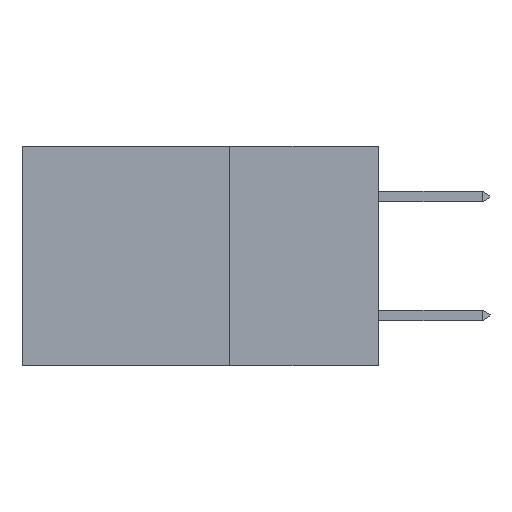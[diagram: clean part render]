
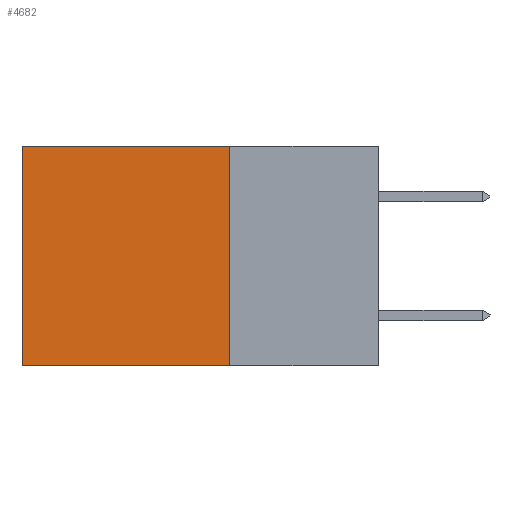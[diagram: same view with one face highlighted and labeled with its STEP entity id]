
A CAD part, left-side view. The second image highlights one B-rep face of the part: STEP entity #4682.
In plain terms, the highlighted planar face has unit normal (-1, 0, 0).
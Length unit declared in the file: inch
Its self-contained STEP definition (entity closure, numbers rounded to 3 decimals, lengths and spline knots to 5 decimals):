
#181 = CARTESIAN_POINT ( 'NONE',  ( 0.2615, 0.6, 0. ) ) ;
#280 = EDGE_CURVE ( 'NONE', #2627, #959, #14852, .T. ) ;
#959 = VERTEX_POINT ( 'NONE', #4300 ) ;
#1263 = ORIENTED_EDGE ( 'NONE', *, *, #280, .T. ) ;
#1877 = LINE ( 'NONE', #11563, #5368 ) ;
#2627 = VERTEX_POINT ( 'NONE', #181 ) ;
#3824 = EDGE_CURVE ( 'NONE', #13121, #2627, #10429, .T. ) ;
#4300 = CARTESIAN_POINT ( 'NONE',  ( 0.2615, 0.6, -0.37 ) ) ;
#4682 = ADVANCED_FACE ( 'NONE', ( #8191 ), #7996, .F. ) ;
#5368 = VECTOR ( 'NONE', #13287, 39.37008 ) ;
#5680 = CARTESIAN_POINT ( 'NONE',  ( 0.2615, 0.25, -0.37 ) ) ;
#6115 = VECTOR ( 'NONE', #13742, 39.37008 ) ;
#6379 = EDGE_CURVE ( 'NONE', #13121, #13992, #14078, .T. ) ;
#7244 = VECTOR ( 'NONE', #11450, 39.37008 ) ;
#7716 = EDGE_CURVE ( 'NONE', #13992, #959, #1877, .T. ) ;
#7747 = ORIENTED_EDGE ( 'NONE', *, *, #3824, .T. ) ;
#7835 = DIRECTION ( 'NONE',  ( 0., 0., -1. ) ) ;
#7873 = DIRECTION ( 'NONE',  ( 1., 0., 0. ) ) ;
#7957 = CARTESIAN_POINT ( 'NONE',  ( 0.2615, 0.25, -0.37 ) ) ;
#7996 = PLANE ( 'NONE',  #9745 ) ;
#8131 = VECTOR ( 'NONE', #10511, 39.37008 ) ;
#8191 = FACE_OUTER_BOUND ( 'NONE', #9046, .T. ) ;
#9046 = EDGE_LOOP ( 'NONE', ( #1263, #10965, #12567, #7747 ) ) ;
#9745 = AXIS2_PLACEMENT_3D ( 'NONE', #7957, #7873, #7835 ) ;
#10429 = LINE ( 'NONE', #13851, #6115 ) ;
#10483 = CARTESIAN_POINT ( 'NONE',  ( 0.2615, 0.6, -0.37 ) ) ;
#10511 = DIRECTION ( 'NONE',  ( 0., 0., -1. ) ) ;
#10965 = ORIENTED_EDGE ( 'NONE', *, *, #7716, .F. ) ;
#11450 = DIRECTION ( 'NONE',  ( 0., 0., -1. ) ) ;
#11563 = CARTESIAN_POINT ( 'NONE',  ( 0.2615, 0.25, -0.37 ) ) ;
#11599 = CARTESIAN_POINT ( 'NONE',  ( 0.2615, 0.25, 0. ) ) ;
#11643 = CARTESIAN_POINT ( 'NONE',  ( 0.2615, 0.25, -0.37 ) ) ;
#12567 = ORIENTED_EDGE ( 'NONE', *, *, #6379, .F. ) ;
#13121 = VERTEX_POINT ( 'NONE', #11599 ) ;
#13287 = DIRECTION ( 'NONE',  ( 0., 1., 0. ) ) ;
#13742 = DIRECTION ( 'NONE',  ( 0., 1., 0. ) ) ;
#13851 = CARTESIAN_POINT ( 'NONE',  ( 0.2615, 0.25, 0. ) ) ;
#13992 = VERTEX_POINT ( 'NONE', #5680 ) ;
#14078 = LINE ( 'NONE', #11643, #7244 ) ;
#14852 = LINE ( 'NONE', #10483, #8131 ) ;
